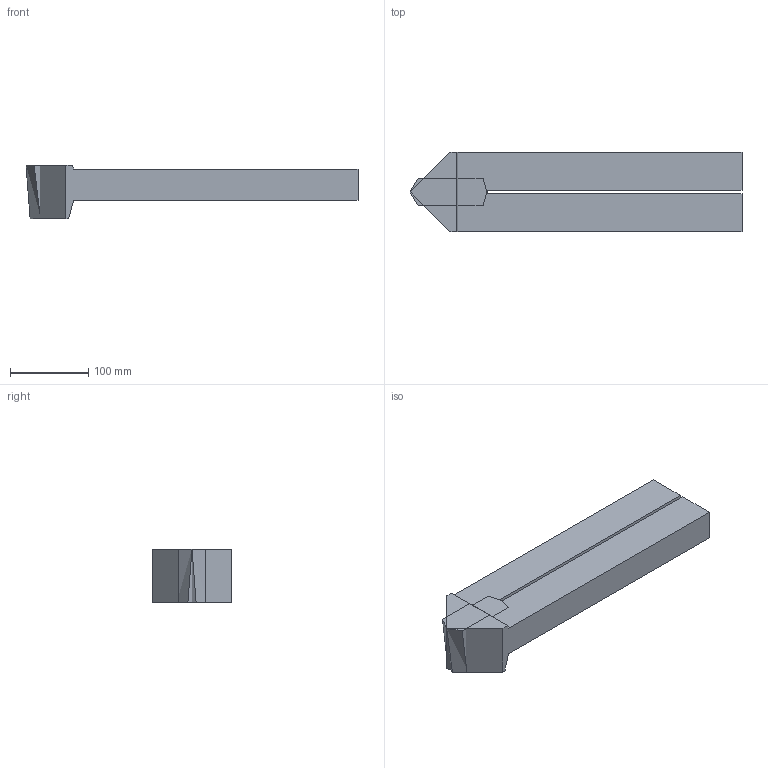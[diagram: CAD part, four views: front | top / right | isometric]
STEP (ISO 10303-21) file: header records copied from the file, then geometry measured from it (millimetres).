
FILE_DESCRIPTION(/* description */ (''),/* implementation_level */ '2;1');
FILE_NAME(/* name */ 'DKHL4050V_SIM.stp',/* time_stamp */ '2023-09-04T10:09:54+02:00',/* author */ (''),/* organization */ (''),/* preprocessor_version */ 'ST-DEVELOPER v18.102',/* originating_system */ 'SIEMENS PLM Software NX 2027',/* authorisation */ '');
FILE_SCHEMA (('AUTOMOTIVE_DESIGN { 1 0 10303 214 3 1 1 1 }'));
Length unit declared in the file: millimetre
Products named in the file (1): model1
Bounding box: 425 x 101.82 x 68.75 mm (x, y, z)
Volume: 1839827.4 mm3; surface area: 171213.4 mm2
Topology: 2 solids, 2 shells, 26 faces, 66 edges, 44 vertices
Faces by surface type: plane 26
Entity records: 801 total; most frequent: CARTESIAN_POINT 137, ORIENTED_EDGE 132, DIRECTION 120, EDGE_CURVE 66, LINE 66, VECTOR 66, VERTEX_POINT 44, AXIS2_PLACEMENT_3D 27
